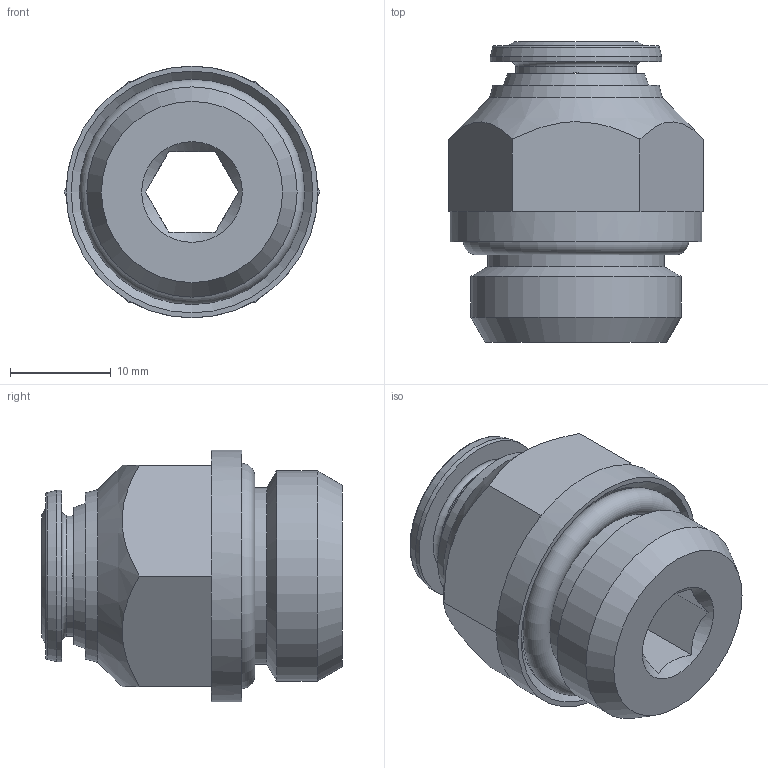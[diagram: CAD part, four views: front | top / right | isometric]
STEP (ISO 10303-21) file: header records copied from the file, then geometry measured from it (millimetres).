
FILE_DESCRIPTION (( 'STEP AP214' ), '1' );
FILE_NAME ('6002000012A.STEP', '2018-07-18T15:20:45', ( '' ), ( '' ), 'SwSTEP 2.0', 'SolidWorks 2016', '' );
FILE_SCHEMA (( 'AUTOMOTIVE_DESIGN' ));
Length unit declared in the file: millimetre
Products named in the file (1): 6002000012A
Bounding box: 25.4 x 29.85 x 25 mm (x, y, z)
Volume: 7830.4 mm3; surface area: 4264.6 mm2
Topology: 1 solids, 2 shells, 71 faces, 178 edges, 111 vertices
Faces by surface type: plane 45, cone 12, cylinder 7, torus 7
Full cylindrical faces by diameter (mm): 10.2 x1, 12 x1, 12.1 x1, 17 x1, 17.5 x1, 20.87 x1, 25 x1
Entity records: 2861 total; most frequent: CARTESIAN_POINT 498, DIRECTION 326, ORIENTED_EDGE 280, EDGE_CURVE 140, AXIS2_PLACEMENT_3D 132, EDGE_LOOP 110, VERTEX_POINT 100, FACE_OUTER_BOUND 85
